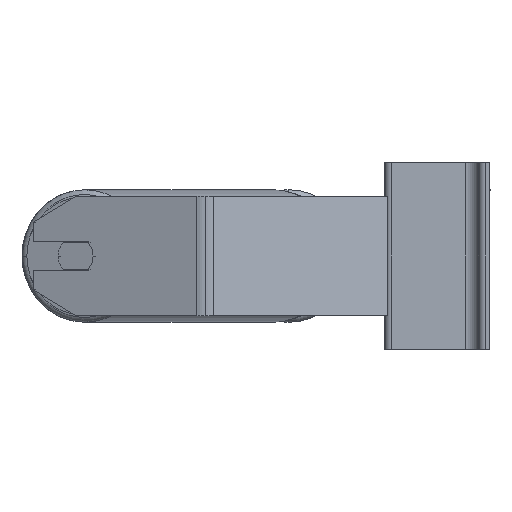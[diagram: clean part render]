
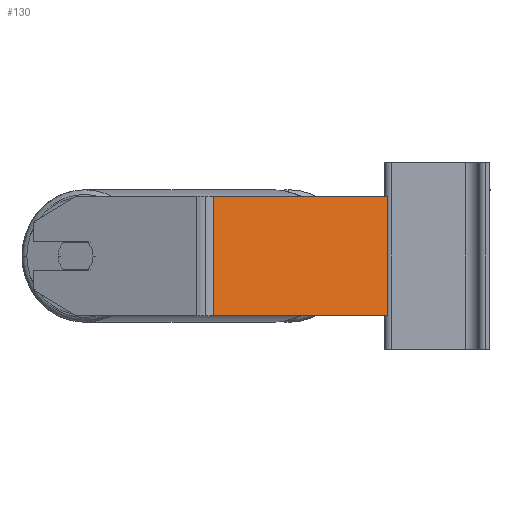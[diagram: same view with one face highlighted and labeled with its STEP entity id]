
A CAD part, left-side view. The second image highlights one B-rep face of the part: STEP entity #130.
In plain terms, the highlighted planar face has unit normal (-0.94, -0.342, 0).
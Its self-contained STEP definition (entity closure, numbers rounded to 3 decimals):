
#130 = ADVANCED_FACE ( 'NONE', ( #5792 ), #5094, .F. ) ;
#282 = DIRECTION ( 'NONE',  ( 0.342, -0.94, 0. ) ) ;
#573 = EDGE_LOOP ( 'NONE', ( #4439, #8797, #1158, #4839 ) ) ;
#998 = VERTEX_POINT ( 'NONE', #7219 ) ;
#1158 = ORIENTED_EDGE ( 'NONE', *, *, #7276, .F. ) ;
#1212 = LINE ( 'NONE', #10244, #5705 ) ;
#2054 = CARTESIAN_POINT ( 'NONE',  ( -632.17, 138.629, 40. ) ) ;
#2069 = LINE ( 'NONE', #5150, #7122 ) ;
#2562 = DIRECTION ( 'NONE',  ( -0.342, 0.94, 0. ) ) ;
#2853 = VECTOR ( 'NONE', #4047, 1000. ) ;
#3039 = CARTESIAN_POINT ( 'NONE',  ( -587.518, 15.948, -40. ) ) ;
#3569 = VECTOR ( 'NONE', #7603, 1000. ) ;
#3934 = CARTESIAN_POINT ( 'NONE',  ( -632.17, 138.629, 40. ) ) ;
#4047 = DIRECTION ( 'NONE',  ( 0.342, -0.94, 0. ) ) ;
#4439 = ORIENTED_EDGE ( 'NONE', *, *, #10636, .T. ) ;
#4839 = ORIENTED_EDGE ( 'NONE', *, *, #5671, .T. ) ;
#5094 = PLANE ( 'NONE',  #5875 ) ;
#5150 = CARTESIAN_POINT ( 'NONE',  ( -630.178, 133.157, 40. ) ) ;
#5356 = DIRECTION ( 'NONE',  ( 0., 0., -1. ) ) ;
#5671 = EDGE_CURVE ( 'NONE', #10012, #998, #2069, .T. ) ;
#5705 = VECTOR ( 'NONE', #282, 1000. ) ;
#5792 = FACE_OUTER_BOUND ( 'NONE', #573, .T. ) ;
#5875 = AXIS2_PLACEMENT_3D ( 'NONE', #2054, #8367, #2562 ) ;
#5902 = CARTESIAN_POINT ( 'NONE',  ( -587.518, 15.948, 40. ) ) ;
#6995 = VERTEX_POINT ( 'NONE', #3039 ) ;
#7054 = VERTEX_POINT ( 'NONE', #8901 ) ;
#7122 = VECTOR ( 'NONE', #5356, 1000. ) ;
#7219 = CARTESIAN_POINT ( 'NONE',  ( -630.178, 133.157, -40. ) ) ;
#7276 = EDGE_CURVE ( 'NONE', #10012, #7054, #8990, .T. ) ;
#7603 = DIRECTION ( 'NONE',  ( 0., 0., -1. ) ) ;
#8265 = LINE ( 'NONE', #5902, #3569 ) ;
#8367 = DIRECTION ( 'NONE',  ( 0.94, 0.342, 0. ) ) ;
#8797 = ORIENTED_EDGE ( 'NONE', *, *, #8880, .F. ) ;
#8880 = EDGE_CURVE ( 'NONE', #7054, #6995, #8265, .T. ) ;
#8901 = CARTESIAN_POINT ( 'NONE',  ( -587.518, 15.948, 40. ) ) ;
#8990 = LINE ( 'NONE', #3934, #2853 ) ;
#9987 = CARTESIAN_POINT ( 'NONE',  ( -630.178, 133.157, 40. ) ) ;
#10012 = VERTEX_POINT ( 'NONE', #9987 ) ;
#10244 = CARTESIAN_POINT ( 'NONE',  ( -632.17, 138.629, -40. ) ) ;
#10636 = EDGE_CURVE ( 'NONE', #998, #6995, #1212, .T. ) ;
